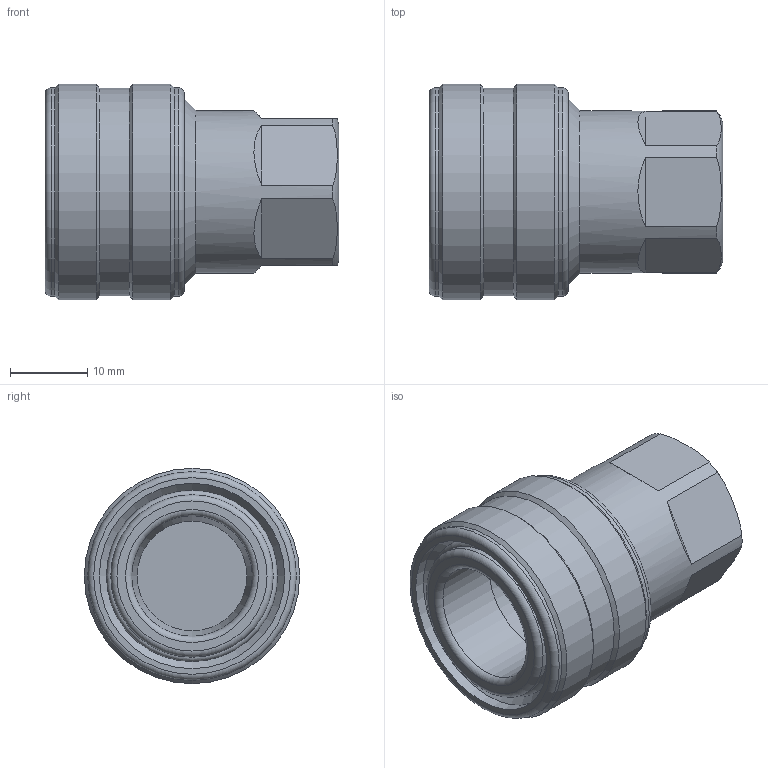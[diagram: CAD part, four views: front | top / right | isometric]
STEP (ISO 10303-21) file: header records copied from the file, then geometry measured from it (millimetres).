
FILE_DESCRIPTION (( 'STEP AP214' ), '1' );
FILE_NAME ('BB06.1101_ICOSJV.STEP', '2016-09-21T14:56:28', ( '' ), ( '' ), 'SwSTEP 2.0', 'SolidWorks 2016', '' );
FILE_SCHEMA (( 'AUTOMOTIVE_DESIGN' ));
Length unit declared in the file: millimetre
Products named in the file (1): BB06.1101_ICOSJV
Bounding box: 38 x 27.85 x 27.85 mm (x, y, z)
Volume: 13471.3 mm3; surface area: 5173.5 mm2
Topology: 1 solids, 1 shells, 43 faces, 92 edges, 55 vertices
Faces by surface type: plane 18, cylinder 10, cone 9, torus 6
Full cylindrical faces by diameter (mm): 11.5 x1, 15.6 x1, 21 x2, 23.95 x1, 26.875 x1, 26.972 x2, 27.85 x2
Entity records: 1114 total; most frequent: CARTESIAN_POINT 266, DIRECTION 176, ORIENTED_EDGE 130, AXIS2_PLACEMENT_3D 79, EDGE_LOOP 72, EDGE_CURVE 65, FACE_OUTER_BOUND 59, VERTEX_POINT 53
